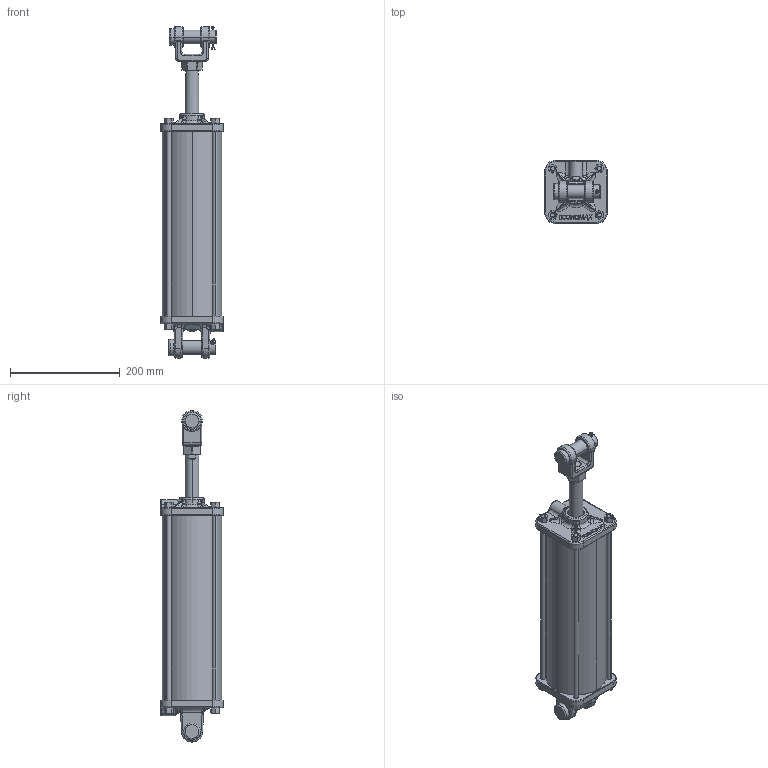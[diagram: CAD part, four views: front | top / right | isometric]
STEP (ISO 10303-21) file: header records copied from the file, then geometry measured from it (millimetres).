
FILE_DESCRIPTION (( 'STEP AP203' ), '1' );
FILE_NAME ('EA4S120D1N108NS.STEP', '2022-01-25T14:22:16', ( '' ), ( '' ), 'SwSTEP 2.0', 'SolidWorks 2021', '' );
FILE_SCHEMA (( 'CONFIG_CONTROL_DESIGN' ));
Length unit declared in the file: inch
Products named in the file (14): EA4S120D1N108NS; BDC-07-1; 5409-06V; APT40-0.75-16; 1R10S063-18M4; CLPY-1000-3000; 18cotter pin X 1; E4H  AS CAST RIBS MACHINED REV3; 4.0T10S LOGOTM; BDC07_1; 038HEXNUT; E4C AS CAST RIBS MACHINED REV3; TIE ROD
Assembly tree (25 placements, depth 3):
  EA4S120D1N108NS
    E4H  AS CAST RIBS MACHINED REV3
    E4C AS CAST RIBS MACHINED REV3
    1R10S063-18M4
    4.0T10S LOGOTM
    APT40-0.75-16
    BDC07_1
      BDC-07-1
      CLPY-1000-3000
      18cotter pin X 1
    038HEXNUT  x8
    CLPY-1000-3000
      CLPY-1000-3000
      18cotter pin X 1
    TIE ROD  x4
    5409-06V
Bounding box: 114.3 x 114.3 x 604.24 mm (x, y, z)
Volume: 1512968.8 mm3; surface area: 483088.6 mm2
Topology: 23 solids, 23 shells, 1609 faces, 3751 edges, 2229 vertices
Faces by surface type: cone 514, plane 388, bspline 259, cylinder 254, torus 162, sphere 32
Entity records: 52968 total; most frequent: CARTESIAN_POINT 26441, ORIENTED_EDGE 5388, DIRECTION 4840, EDGE_CURVE 2694, AXIS2_PLACEMENT_3D 1898, VERTEX_POINT 1624, EDGE_LOOP 1244, FACE_OUTER_BOUND 1150
